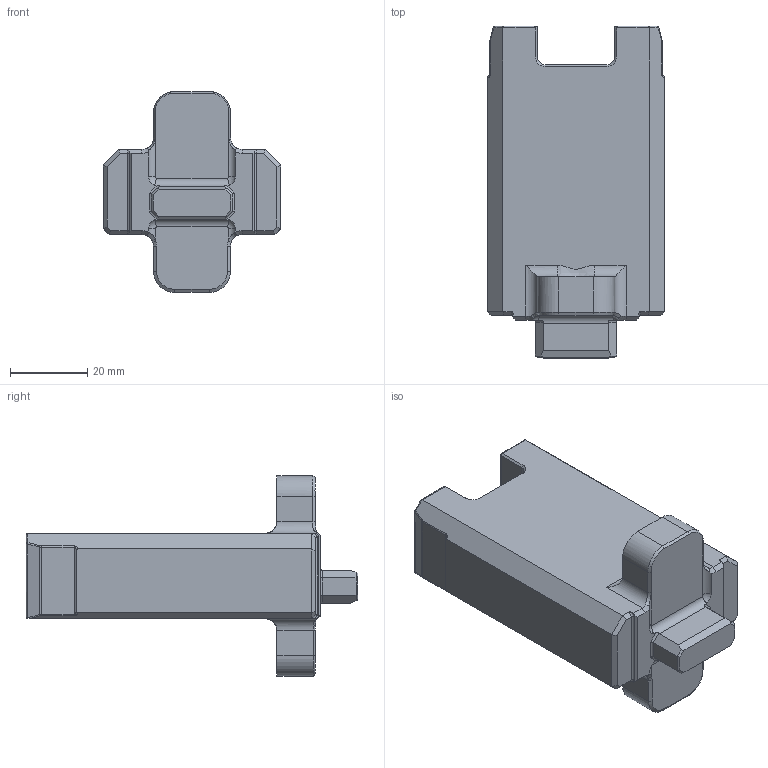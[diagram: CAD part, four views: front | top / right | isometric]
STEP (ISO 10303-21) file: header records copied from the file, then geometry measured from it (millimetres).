
FILE_DESCRIPTION (( 'STEP AP214' ), '1' );
FILE_NAME ('bau0174898786.step', '2023-04-14T04:42:50', ( '' ), ( '' ), 'SwSTEP 2.0', 'SolidWorks 2022', '' );
FILE_SCHEMA (( 'AUTOMOTIVE_DESIGN' ));
Length unit declared in the file: millimetre
Products named in the file (1): bau0174898786
Bounding box: 46 x 86 x 52 mm (x, y, z)
Volume: 76546.1 mm3; surface area: 14203.6 mm2
Topology: 1 solids, 1 shells, 194 faces, 480 edges, 287 vertices
Faces by surface type: plane 82, cylinder 68, cone 16, bspline 16, torus 8, sphere 4
Entity records: 6943 total; most frequent: CARTESIAN_POINT 2557, ORIENTED_EDGE 956, DIRECTION 834, EDGE_CURVE 478, VERTEX_POINT 287, LINE 280, VECTOR 280, AXIS2_PLACEMENT_3D 277
